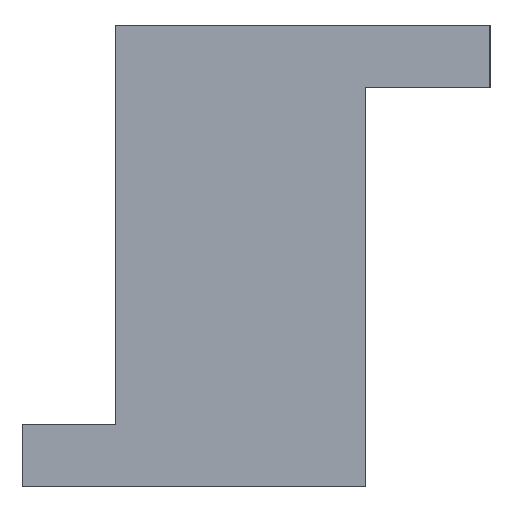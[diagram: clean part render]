
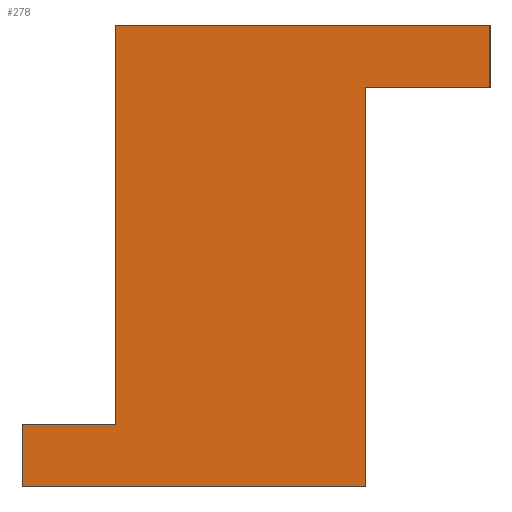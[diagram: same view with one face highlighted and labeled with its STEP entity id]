
A CAD part, left-side view. The second image highlights one B-rep face of the part: STEP entity #278.
In plain terms, the highlighted planar face has unit normal (-1, 0, 0).
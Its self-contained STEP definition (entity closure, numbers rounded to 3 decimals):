
#17=FACE_OUTER_BOUND('',#32,.T.);
#32=EDGE_LOOP('',(#189,#190,#191,#192,#193,#194,#195,#196));
#52=LINE('',#409,#87);
#53=LINE('',#413,#88);
#54=LINE('',#415,#89);
#55=LINE('',#417,#90);
#56=LINE('',#419,#91);
#57=LINE('',#421,#92);
#58=LINE('',#422,#93);
#59=LINE('',#423,#94);
#87=VECTOR('',#333,10.);
#88=VECTOR('',#336,10.);
#89=VECTOR('',#337,10.);
#90=VECTOR('',#338,10.);
#91=VECTOR('',#339,10.);
#92=VECTOR('',#340,10.);
#93=VECTOR('',#341,10.);
#94=VECTOR('',#342,10.);
#120=VERTEX_POINT('',#402);
#123=VERTEX_POINT('',#407);
#124=VERTEX_POINT('',#411);
#125=VERTEX_POINT('',#412);
#126=VERTEX_POINT('',#414);
#127=VERTEX_POINT('',#416);
#128=VERTEX_POINT('',#418);
#129=VERTEX_POINT('',#420);
#149=EDGE_CURVE('',#123,#120,#52,.T.);
#150=EDGE_CURVE('',#124,#125,#53,.T.);
#151=EDGE_CURVE('',#124,#126,#54,.T.);
#152=EDGE_CURVE('',#127,#126,#55,.T.);
#153=EDGE_CURVE('',#128,#127,#56,.T.);
#154=EDGE_CURVE('',#129,#128,#57,.T.);
#155=EDGE_CURVE('',#129,#120,#58,.T.);
#156=EDGE_CURVE('',#125,#123,#59,.T.);
#189=ORIENTED_EDGE('',*,*,#150,.F.);
#190=ORIENTED_EDGE('',*,*,#151,.T.);
#191=ORIENTED_EDGE('',*,*,#152,.F.);
#192=ORIENTED_EDGE('',*,*,#153,.F.);
#193=ORIENTED_EDGE('',*,*,#154,.F.);
#194=ORIENTED_EDGE('',*,*,#155,.T.);
#195=ORIENTED_EDGE('',*,*,#149,.F.);
#196=ORIENTED_EDGE('',*,*,#156,.F.);
#264=PLANE('',#308);
#278=ADVANCED_FACE('',(#17),#264,.T.);
#308=AXIS2_PLACEMENT_3D('',#410,#334,#335);
#333=DIRECTION('',(0.,0.,1.));
#334=DIRECTION('center_axis',(-1.,0.,0.));
#335=DIRECTION('ref_axis',(0.,0.,1.));
#336=DIRECTION('',(0.,0.,-1.));
#337=DIRECTION('',(0.,-1.,0.));
#338=DIRECTION('',(0.,0.,-1.));
#339=DIRECTION('',(0.,-1.,0.));
#340=DIRECTION('',(0.,0.,1.));
#341=DIRECTION('',(0.,1.,0.));
#342=DIRECTION('',(0.,1.,0.));
#402=CARTESIAN_POINT('',(-5.7,5.5,-2.7));
#407=CARTESIAN_POINT('',(-5.7,5.5,-3.7));
#409=CARTESIAN_POINT('',(-5.7,5.5,3.7));
#410=CARTESIAN_POINT('Origin',(-5.7,0.,-3.7));
#411=CARTESIAN_POINT('',(-5.7,0.,2.7));
#412=CARTESIAN_POINT('',(-5.7,0.,-3.7));
#413=CARTESIAN_POINT('',(-5.7,0.,3.7));
#414=CARTESIAN_POINT('',(-5.7,-2.,2.7));
#415=CARTESIAN_POINT('',(-5.7,0.,2.7));
#416=CARTESIAN_POINT('',(-5.7,-2.,3.7));
#417=CARTESIAN_POINT('',(-5.7,-2.,2.7));
#418=CARTESIAN_POINT('',(-5.7,4.,3.7));
#419=CARTESIAN_POINT('',(-5.7,0.,3.7));
#420=CARTESIAN_POINT('',(-5.7,4.,-2.7));
#421=CARTESIAN_POINT('',(-5.7,4.,3.7));
#422=CARTESIAN_POINT('',(-5.7,0.,-2.7));
#423=CARTESIAN_POINT('',(-5.7,0.,-3.7));
